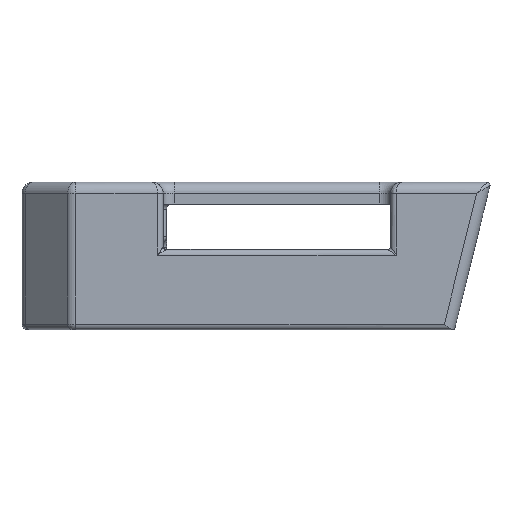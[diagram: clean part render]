
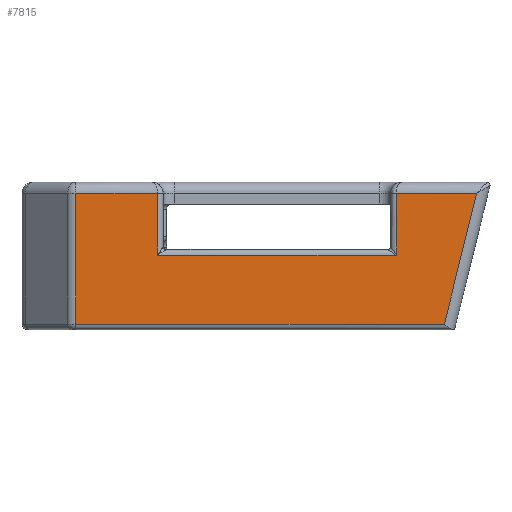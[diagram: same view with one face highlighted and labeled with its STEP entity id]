
A CAD part, front view. The second image highlights one B-rep face of the part: STEP entity #7815.
In plain terms, the highlighted planar face has unit normal (0, -1, 0).
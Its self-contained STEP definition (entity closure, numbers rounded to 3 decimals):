
#487=PLANE('',#8563);
#788=FACE_OUTER_BOUND('',#1303,.T.);
#1303=EDGE_LOOP('',(#6381,#6382,#6383,#6384,#6385,#6386,#6387,#6388));
#2002=LINE('',#15006,#2612);
#2007=LINE('',#15056,#2617);
#2008=LINE('',#15058,#2618);
#2009=LINE('',#15060,#2619);
#2010=LINE('',#15062,#2620);
#2011=LINE('',#15064,#2621);
#2012=LINE('',#15066,#2622);
#2013=LINE('',#15067,#2623);
#2612=VECTOR('',#10413,10.);
#2617=VECTOR('',#10446,10.);
#2618=VECTOR('',#10447,10.);
#2619=VECTOR('',#10448,10.);
#2620=VECTOR('',#10449,10.);
#2621=VECTOR('',#10450,10.);
#2622=VECTOR('',#10451,10.);
#2623=VECTOR('',#10452,10.);
#3661=VERTEX_POINT('',#14998);
#3663=VERTEX_POINT('',#15004);
#3669=VERTEX_POINT('',#15055);
#3670=VERTEX_POINT('',#15057);
#3671=VERTEX_POINT('',#15059);
#3672=VERTEX_POINT('',#15061);
#3673=VERTEX_POINT('',#15063);
#3674=VERTEX_POINT('',#15065);
#4611=EDGE_CURVE('',#3663,#3661,#2002,.T.);
#4624=EDGE_CURVE('',#3661,#3669,#2007,.T.);
#4625=EDGE_CURVE('',#3670,#3663,#2008,.T.);
#4626=EDGE_CURVE('',#3671,#3670,#2009,.T.);
#4627=EDGE_CURVE('',#3672,#3671,#2010,.T.);
#4628=EDGE_CURVE('',#3673,#3672,#2011,.T.);
#4629=EDGE_CURVE('',#3674,#3673,#2012,.T.);
#4630=EDGE_CURVE('',#3669,#3674,#2013,.T.);
#6381=ORIENTED_EDGE('',*,*,#4624,.F.);
#6382=ORIENTED_EDGE('',*,*,#4611,.F.);
#6383=ORIENTED_EDGE('',*,*,#4625,.F.);
#6384=ORIENTED_EDGE('',*,*,#4626,.F.);
#6385=ORIENTED_EDGE('',*,*,#4627,.F.);
#6386=ORIENTED_EDGE('',*,*,#4628,.F.);
#6387=ORIENTED_EDGE('',*,*,#4629,.F.);
#6388=ORIENTED_EDGE('',*,*,#4630,.F.);
#7815=ADVANCED_FACE('',(#788),#487,.T.);
#8563=AXIS2_PLACEMENT_3D('',#15054,#10444,#10445);
#10413=DIRECTION('',(1.,0.,0.));
#10444=DIRECTION('center_axis',(0.,-1.,0.));
#10445=DIRECTION('ref_axis',(-1.,0.,0.));
#10446=DIRECTION('',(0.,0.,1.));
#10447=DIRECTION('',(0.,0.,-1.));
#10448=DIRECTION('',(1.,0.,0.));
#10449=DIRECTION('',(0.,0.,1.));
#10450=DIRECTION('',(-1.,0.,0.));
#10451=DIRECTION('',(-0.239,0.,-0.971));
#10452=DIRECTION('',(1.,0.,0.));
#14998=CARTESIAN_POINT('',(66.97,0.,-13.03));
#15004=CARTESIAN_POINT('',(24.25,0.,-13.03));
#15006=CARTESIAN_POINT('',(25.25,0.,-13.03));
#15054=CARTESIAN_POINT('Origin',(25.25,0.,0.));
#15055=CARTESIAN_POINT('',(66.97,0.,-2.));
#15056=CARTESIAN_POINT('',(66.97,0.,0.));
#15057=CARTESIAN_POINT('',(24.25,0.,-2.));
#15058=CARTESIAN_POINT('',(24.25,0.,0.));
#15059=CARTESIAN_POINT('',(9.578,0.,-2.));
#15060=CARTESIAN_POINT('',(33.563,0.,-2.));
#15061=CARTESIAN_POINT('',(9.578,0.,-25.39));
#15062=CARTESIAN_POINT('',(9.578,0.,0.));
#15063=CARTESIAN_POINT('',(75.578,0.,-25.39));
#15064=CARTESIAN_POINT('',(33.563,0.,-25.39));
#15065=CARTESIAN_POINT('',(81.336,0.,-2.));
#15066=CARTESIAN_POINT('',(77.07,0.,-19.332));
#15067=CARTESIAN_POINT('',(33.563,0.,-2.));
